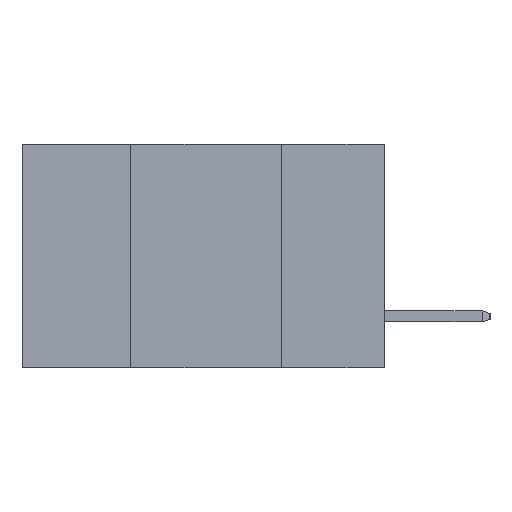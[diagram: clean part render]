
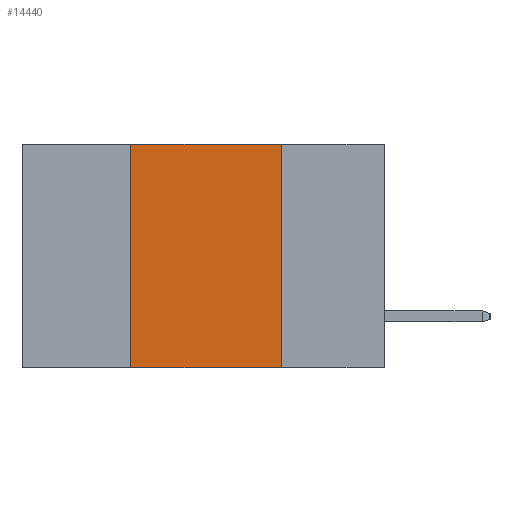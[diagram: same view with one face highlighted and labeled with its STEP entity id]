
A CAD part, left-side view. The second image highlights one B-rep face of the part: STEP entity #14440.
In plain terms, the highlighted planar face has unit normal (-1, 0, 0).
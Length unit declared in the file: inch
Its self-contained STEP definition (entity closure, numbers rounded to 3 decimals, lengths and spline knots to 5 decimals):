
#711 = FACE_OUTER_BOUND ( 'NONE', #11171, .T. ) ;
#1014 = DIRECTION ( 'NONE',  ( 0., -1., 0. ) ) ;
#1767 = CARTESIAN_POINT ( 'NONE',  ( 0., 0.6, 0. ) ) ;
#2152 = LINE ( 'NONE', #1767, #12416 ) ;
#2688 = CARTESIAN_POINT ( 'NONE',  ( 0., 0.42, 0. ) ) ;
#3405 = ORIENTED_EDGE ( 'NONE', *, *, #12830, .T. ) ;
#3599 = EDGE_CURVE ( 'NONE', #6776, #11641, #7819, .T. ) ;
#3794 = DIRECTION ( 'NONE',  ( 0., 0., -1. ) ) ;
#4205 = CARTESIAN_POINT ( 'NONE',  ( 0., 0.6, -0.37 ) ) ;
#6146 = EDGE_CURVE ( 'NONE', #11641, #11227, #2152, .T. ) ;
#6224 = DIRECTION ( 'NONE',  ( 0., 0., 1. ) ) ;
#6776 = VERTEX_POINT ( 'NONE', #10097 ) ;
#7257 = CARTESIAN_POINT ( 'NONE',  ( 0., 0.6, 0. ) ) ;
#7398 = VECTOR ( 'NONE', #6224, 39.37008 ) ;
#7819 = LINE ( 'NONE', #13830, #7398 ) ;
#8569 = DIRECTION ( 'NONE',  ( 0., 0., -1. ) ) ;
#8851 = ORIENTED_EDGE ( 'NONE', *, *, #6146, .F. ) ;
#9252 = VECTOR ( 'NONE', #3794, 39.37008 ) ;
#9556 = CARTESIAN_POINT ( 'NONE',  ( 0., 0.17, 0. ) ) ;
#9810 = VERTEX_POINT ( 'NONE', #14411 ) ;
#10097 = CARTESIAN_POINT ( 'NONE',  ( 0., 0.42, -0.37 ) ) ;
#10892 = PLANE ( 'NONE',  #12867 ) ;
#11171 = EDGE_LOOP ( 'NONE', ( #11719, #8851, #12437, #3405 ) ) ;
#11227 = VERTEX_POINT ( 'NONE', #9556 ) ;
#11637 = DIRECTION ( 'NONE',  ( 0., -1., 0. ) ) ;
#11641 = VERTEX_POINT ( 'NONE', #2688 ) ;
#11719 = ORIENTED_EDGE ( 'NONE', *, *, #12616, .F. ) ;
#12416 = VECTOR ( 'NONE', #1014, 39.37008 ) ;
#12437 = ORIENTED_EDGE ( 'NONE', *, *, #3599, .F. ) ;
#12457 = LINE ( 'NONE', #4205, #15274 ) ;
#12616 = EDGE_CURVE ( 'NONE', #11227, #9810, #15472, .T. ) ;
#12830 = EDGE_CURVE ( 'NONE', #6776, #9810, #12457, .T. ) ;
#12867 = AXIS2_PLACEMENT_3D ( 'NONE', #7257, #15587, #8569 ) ;
#13567 = CARTESIAN_POINT ( 'NONE',  ( 0., 0.17, 0. ) ) ;
#13830 = CARTESIAN_POINT ( 'NONE',  ( 0., 0.42, 0. ) ) ;
#14411 = CARTESIAN_POINT ( 'NONE',  ( 0., 0.17, -0.37 ) ) ;
#14440 = ADVANCED_FACE ( 'NONE', ( #711 ), #10892, .F. ) ;
#15274 = VECTOR ( 'NONE', #11637, 39.37008 ) ;
#15472 = LINE ( 'NONE', #13567, #9252 ) ;
#15587 = DIRECTION ( 'NONE',  ( 1., 0., 0. ) ) ;
